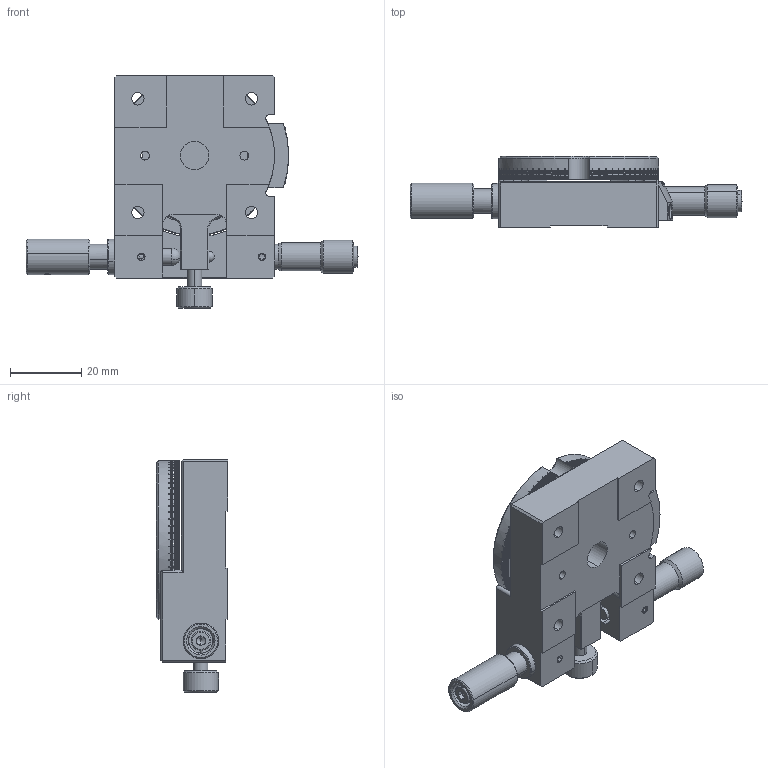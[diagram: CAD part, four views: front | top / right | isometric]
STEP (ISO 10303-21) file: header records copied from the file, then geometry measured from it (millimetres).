
FILE_DESCRIPTION (( 'STEP AP203' ), '1' );
FILE_NAME ('AKR10A-45.step', '2019-05-08T06:43:59', ( '' ), ( '' ), 'SwSTEP 2.0', 'SolidWorks 2017', '' );
FILE_SCHEMA (( 'CONFIG_CONTROL_DESIGN' ));
Length unit declared in the file: millimetre
Products named in the file (1): AKR10A-45
Bounding box: 93.5 x 20 x 65.5 mm (x, y, z)
Surface area: 17860.5 mm2 (no closed solid volume)
Topology: 0 solids, 45 shells, 904 faces, 5463 edges, 4116 vertices
Faces by surface type: plane 634, cylinder 158, cone 64, torus 34, bspline 8, sphere 6
Entity records: 52590 total; most frequent: CARTESIAN_POINT 11532, DIRECTION 8504, ORIENTED_EDGE 7466, EDGE_CURVE 5430, VERTEX_POINT 4113, LINE 3950, VECTOR 3950, AXIS2_PLACEMENT_3D 2277
